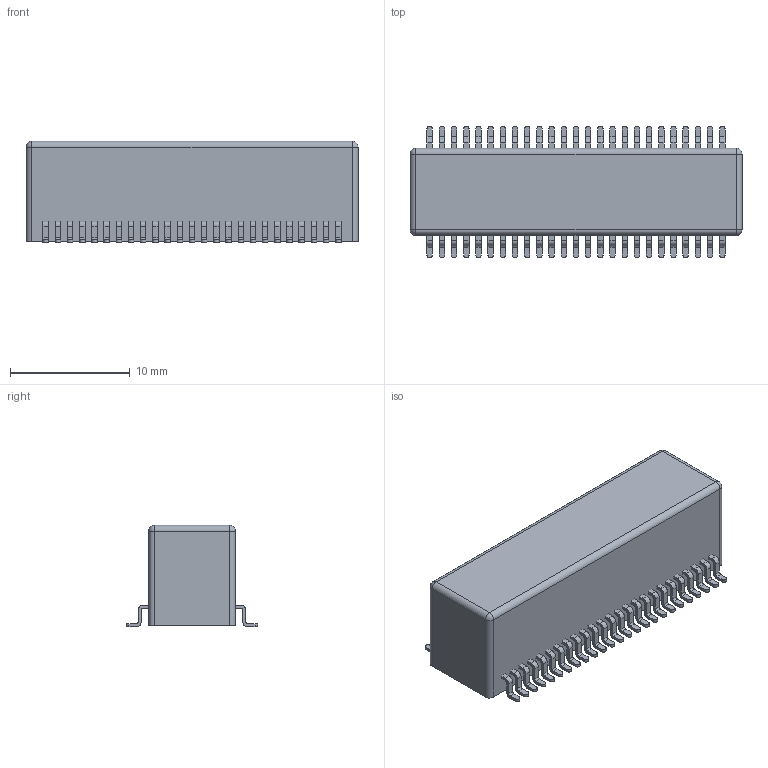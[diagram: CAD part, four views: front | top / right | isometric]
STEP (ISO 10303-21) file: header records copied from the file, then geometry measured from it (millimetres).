
FILE_DESCRIPTION(('FreeCAD Model'),'2;1');
FILE_NAME('Open CASCADE Shape Model','2023-04-23T18:28:43',(''),(''), 'Open CASCADE STEP processor 7.6','FreeCAD','Unknown');
FILE_SCHEMA(('AUTOMOTIVE_DESIGN { 1 0 10303 214 1 1 1 1 }'));
Length unit declared in the file: millimetre
Products named in the file (53): Part; 749020020a_1; SOLID002; SOLID003; SOLID004; SOLID005; SOLID006; SOLID007; SOLID008; SOLID009; SOLID010; SOLID011; SOLID012; SOLID013; SOLID014; SOLID015; SOLID016; SOLID017; SOLID018; SOLID019; SOLID020; SOLID021; SOLID022; SOLID023; SOLID024; SOLID025; SOLID026; SOLID027; SOLID028; SOLID029; SOLID030; SOLID031; SOLID032; SOLID033; SOLID034; SOLID035; SOLID036; SOLID037; SOLID038; SOLID039 ...
Assembly tree (52 placements, depth 3):
  Part
    749020020a_1
      SOLID002
      SOLID003
      SOLID004
      SOLID005
      SOLID006
      SOLID007
      SOLID008
      SOLID009
      SOLID010
      SOLID011
      SOLID012
      SOLID013
      SOLID014
      SOLID015
      SOLID016
      SOLID017
      SOLID018
      SOLID019
      SOLID020
      SOLID021
      SOLID022
      SOLID023
      SOLID024
      SOLID025
      SOLID026
      SOLID027
      SOLID028
      SOLID029
      SOLID030
      SOLID031
      SOLID032
      SOLID033
      SOLID034
      SOLID035
      SOLID036
      SOLID037
      SOLID038
      SOLID039
      SOLID040
      SOLID041
      SOLID042
      SOLID043
      SOLID044
      SOLID045
      SOLID046
      SOLID047
      SOLID048
      SOLID049
      SOLID050
      SOLID051
    Fillet
Bounding box: 27.78 x 11.01 x 8.5 mm (x, y, z)
Volume: 1724 mm3; surface area: 1302.3 mm2
Topology: 51 solids, 51 shells, 918 faces, 2440 edges, 1620 vertices
Faces by surface type: plane 506, cylinder 408, sphere 4
Entity records: 62713 total; most frequent: CARTESIAN_POINT 11877, DIRECTION 9741, LINE 5666, VECTOR 5666, ORIENTED_EDGE 4872, PCURVE 4872, DEFINITIONAL_REPRESENTATION 4872, EDGE_CURVE 2436
